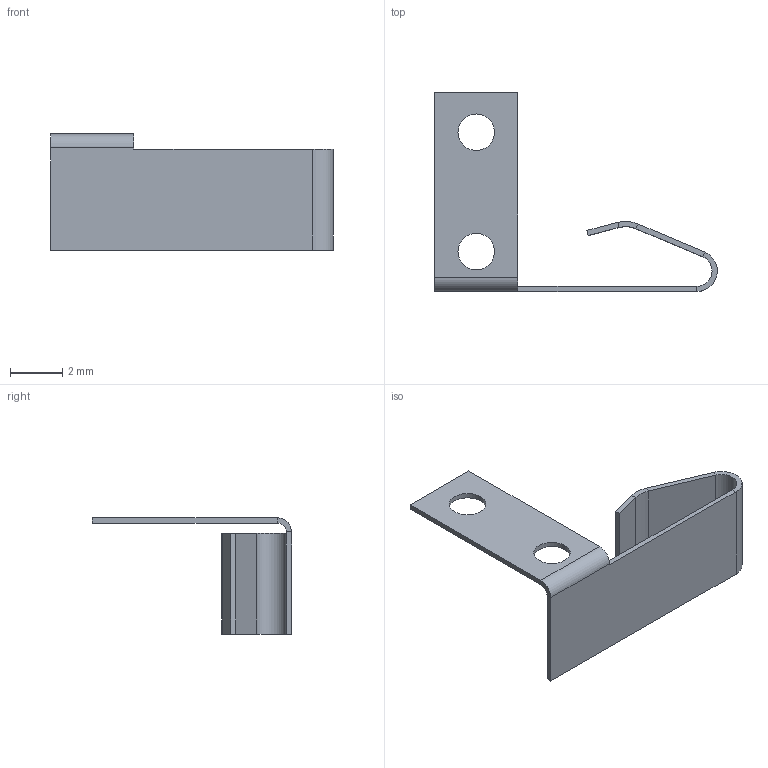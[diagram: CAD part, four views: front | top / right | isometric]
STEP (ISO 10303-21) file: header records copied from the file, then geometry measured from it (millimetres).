
FILE_DESCRIPTION (( 'STEP AP214' ), '1' );
FILE_NAME ('BK-6112.STEP', '2020-02-01T01:10:19', ( '' ), ( '' ), 'SwSTEP 2.0', 'SolidWorks 2017', '' );
FILE_SCHEMA (( 'AUTOMOTIVE_DESIGN' ));
Length unit declared in the file: millimetre
Products named in the file (1): BK-6112
Bounding box: 10.82 x 7.62 x 4.45 mm (x, y, z)
Volume: 17.2 mm3; surface area: 185.1 mm2
Topology: 1 solids, 1 shells, 36 faces, 78 edges, 44 vertices
Faces by surface type: plane 26, cylinder 10
Entity records: 992 total; most frequent: DIRECTION 172, CARTESIAN_POINT 159, ORIENTED_EDGE 156, EDGE_CURVE 78, LINE 58, VECTOR 58, AXIS2_PLACEMENT_3D 57, VERTEX_POINT 44
